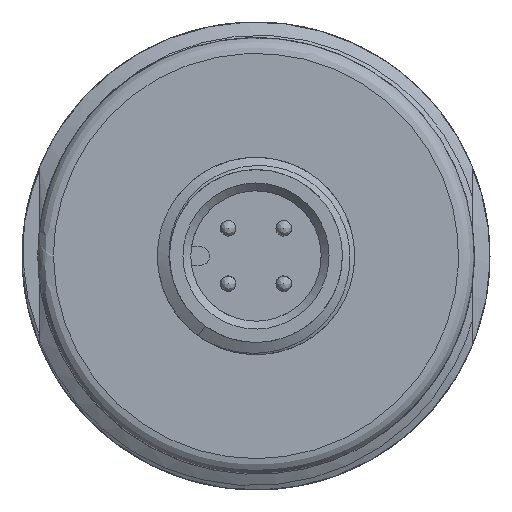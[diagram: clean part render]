
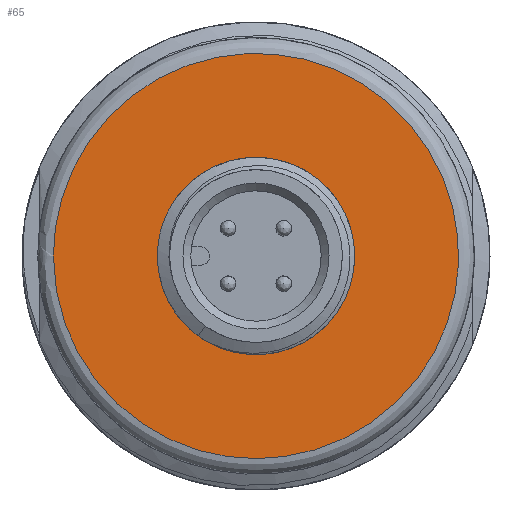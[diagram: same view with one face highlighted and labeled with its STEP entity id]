
A CAD part, front view. The second image highlights one B-rep face of the part: STEP entity #65.
In plain terms, the highlighted free-form (B-spline) face has degree [1, 1] with [2, 2] control points.
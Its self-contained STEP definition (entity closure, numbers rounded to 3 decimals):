
#30=CARTESIAN_POINT('',(106.666,0.,102.941));
#31=CARTESIAN_POINT('',(106.666,0.,-102.941));
#32=CARTESIAN_POINT('',(-99.217,0.,102.941));
#33=CARTESIAN_POINT('',(-99.217,0.,-102.941));
#34=B_SPLINE_SURFACE_WITH_KNOTS('',1,1,((#30,#31),(#32,#33)),.PLANE_SURF.,.F.,.F.,.U.,(2,2),(2,2),(0.,1.),(0.,1.),.UNSPECIFIED.);
#35=CARTESIAN_POINT('',(-12.9,0.,0.));
#36=VERTEX_POINT('',#35);
#37=CARTESIAN_POINT('',(-12.9,0.,0.));
#38=CARTESIAN_POINT('',(-12.9,0.,-12.9));
#39=CARTESIAN_POINT('',(0.,0.,-12.9));
#40=CARTESIAN_POINT('',(12.9,0.,-12.9));
#41=CARTESIAN_POINT('',(12.9,0.,0.));
#42=CARTESIAN_POINT('',(12.9,0.,12.9));
#43=CARTESIAN_POINT('',(0.,0.,12.9));
#44=CARTESIAN_POINT('',(-12.9,0.,12.9));
#45=CARTESIAN_POINT('',(-12.9,0.,0.));
#46=(BOUNDED_CURVE()B_SPLINE_CURVE(2,(#37,#38,#39,#40,#41,#42,#43,#44,#45),.CIRCULAR_ARC.,.T.,.U.)B_SPLINE_CURVE_WITH_KNOTS((3,2,2,2,3),(0.,0.25,0.5,0.75,1.),.UNSPECIFIED.)CURVE()GEOMETRIC_REPRESENTATION_ITEM()RATIONAL_B_SPLINE_CURVE((1.,0.707,1.,0.707,1.,0.707,1.,0.707,1.))REPRESENTATION_ITEM(''));
#47=EDGE_CURVE('',#36,#36,#46,.T.);
#48=ORIENTED_EDGE('',*,*,#47,.T.);
#49=EDGE_LOOP('',(#48));
#50=FACE_OUTER_BOUND('',#49,.T.);
#51=CARTESIAN_POINT('',(-5.5,0.,0.));
#52=VERTEX_POINT('',#51);
#53=CARTESIAN_POINT('',(-5.5,0.,0.));
#54=CARTESIAN_POINT('',(-5.5,0.,-9.526));
#55=CARTESIAN_POINT('',(2.75,0.,-4.763));
#56=CARTESIAN_POINT('',(11.,0.,0.));
#57=CARTESIAN_POINT('',(2.75,0.,4.763));
#58=CARTESIAN_POINT('',(-5.5,0.,9.526));
#59=CARTESIAN_POINT('',(-5.5,0.,0.));
#60=(BOUNDED_CURVE()B_SPLINE_CURVE(2,(#53,#54,#55,#56,#57,#58,#59),.CIRCULAR_ARC.,.T.,.U.)B_SPLINE_CURVE_WITH_KNOTS((3,2,2,3),(0.,0.333,0.667,1.),.UNSPECIFIED.)CURVE()GEOMETRIC_REPRESENTATION_ITEM()RATIONAL_B_SPLINE_CURVE((1.,0.5,1.,0.5,1.,0.5,1.))REPRESENTATION_ITEM(''));
#61=EDGE_CURVE('',#52,#52,#60,.T.);
#62=ORIENTED_EDGE('',*,*,#61,.F.);
#63=EDGE_LOOP('',(#62));
#64=FACE_BOUND('',#63,.T.);
#65=ADVANCED_FACE('',(#50,#64),#34,.T.);
